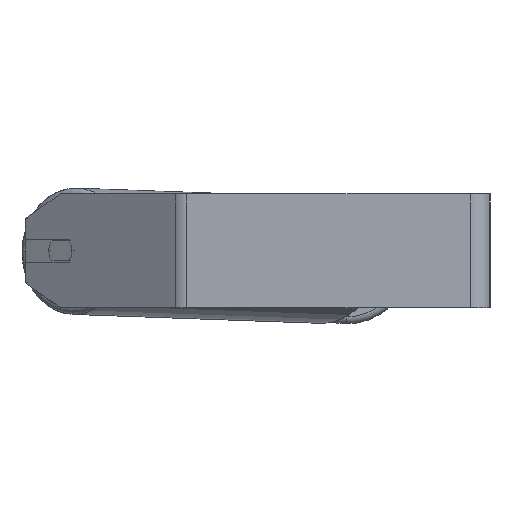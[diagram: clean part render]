
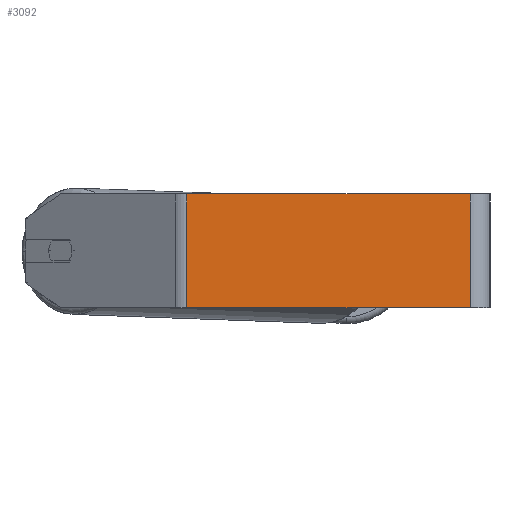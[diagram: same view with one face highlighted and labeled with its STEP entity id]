
A CAD part, left-side view. The second image highlights one B-rep face of the part: STEP entity #3092.
In plain terms, the highlighted planar face has unit normal (-1, 0, 0).
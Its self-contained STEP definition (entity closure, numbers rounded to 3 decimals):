
#87 = CARTESIAN_POINT ( 'NONE',  ( -525., 14., -40. ) ) ;
#167 = EDGE_CURVE ( 'NONE', #4952, #2466, #3803, .T. ) ;
#184 = CARTESIAN_POINT ( 'NONE',  ( -525., 14., 40. ) ) ;
#273 = VERTEX_POINT ( 'NONE', #8037 ) ;
#341 = EDGE_CURVE ( 'NONE', #5844, #4952, #2862, .T. ) ;
#882 = LINE ( 'NONE', #2291, #1246 ) ;
#899 = LINE ( 'NONE', #5236, #5032 ) ;
#1246 = VECTOR ( 'NONE', #5745, 1000. ) ;
#1461 = VECTOR ( 'NONE', #4727, 1000. ) ;
#1487 = ORIENTED_EDGE ( 'NONE', *, *, #4227, .T. ) ;
#1973 = CARTESIAN_POINT ( 'NONE',  ( -525., 213.509, 40. ) ) ;
#2153 = CARTESIAN_POINT ( 'NONE',  ( -525., 217.923, 40. ) ) ;
#2291 = CARTESIAN_POINT ( 'NONE',  ( -525., 217.923, -40. ) ) ;
#2311 = EDGE_CURVE ( 'NONE', #5844, #273, #899, .T. ) ;
#2466 = VERTEX_POINT ( 'NONE', #87 ) ;
#2531 = DIRECTION ( 'NONE',  ( 0., 0., -1. ) ) ;
#2775 = AXIS2_PLACEMENT_3D ( 'NONE', #6901, #2870, #5571 ) ;
#2862 = LINE ( 'NONE', #2153, #1461 ) ;
#2870 = DIRECTION ( 'NONE',  ( 1., 0., 0. ) ) ;
#2915 = ORIENTED_EDGE ( 'NONE', *, *, #167, .F. ) ;
#3042 = FACE_OUTER_BOUND ( 'NONE', #6998, .T. ) ;
#3092 = ADVANCED_FACE ( 'NONE', ( #3042 ), #4207, .F. ) ;
#3803 = LINE ( 'NONE', #184, #4851 ) ;
#3978 = ORIENTED_EDGE ( 'NONE', *, *, #341, .F. ) ;
#4207 = PLANE ( 'NONE',  #2775 ) ;
#4227 = EDGE_CURVE ( 'NONE', #273, #2466, #882, .T. ) ;
#4384 = DIRECTION ( 'NONE',  ( 0., 0., -1. ) ) ;
#4727 = DIRECTION ( 'NONE',  ( 0., -1., 0. ) ) ;
#4851 = VECTOR ( 'NONE', #4384, 1000. ) ;
#4952 = VERTEX_POINT ( 'NONE', #6091 ) ;
#5032 = VECTOR ( 'NONE', #2531, 1000. ) ;
#5236 = CARTESIAN_POINT ( 'NONE',  ( -525., 213.509, 40. ) ) ;
#5571 = DIRECTION ( 'NONE',  ( 0., 0., -1. ) ) ;
#5745 = DIRECTION ( 'NONE',  ( 0., -1., 0. ) ) ;
#5844 = VERTEX_POINT ( 'NONE', #1973 ) ;
#6091 = CARTESIAN_POINT ( 'NONE',  ( -525., 14., 40. ) ) ;
#6121 = ORIENTED_EDGE ( 'NONE', *, *, #2311, .T. ) ;
#6901 = CARTESIAN_POINT ( 'NONE',  ( -525., 217.923, 40. ) ) ;
#6998 = EDGE_LOOP ( 'NONE', ( #1487, #2915, #3978, #6121 ) ) ;
#8037 = CARTESIAN_POINT ( 'NONE',  ( -525., 213.509, -40. ) ) ;
